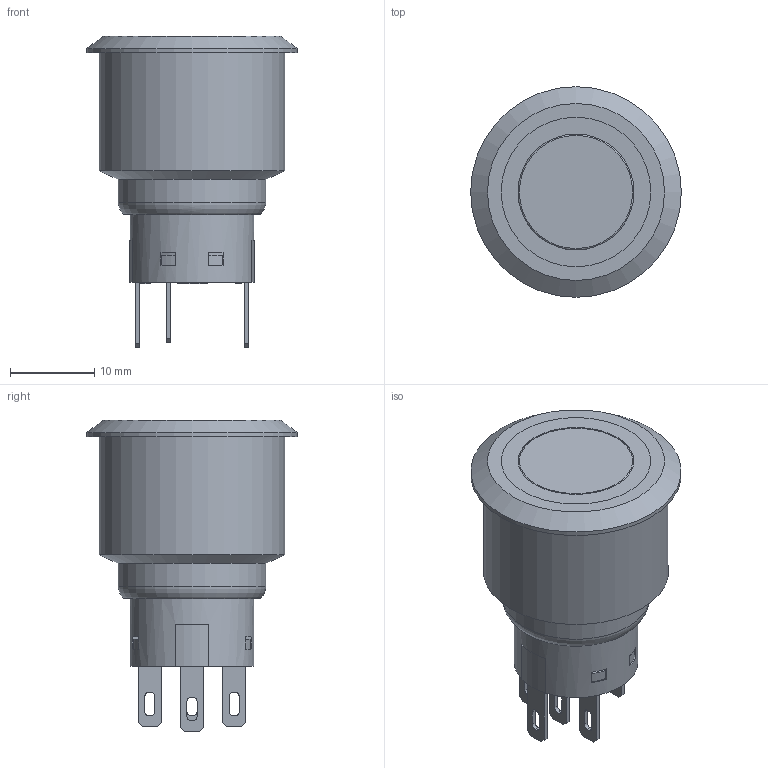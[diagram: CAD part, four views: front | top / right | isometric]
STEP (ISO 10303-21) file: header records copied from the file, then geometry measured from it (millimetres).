
FILE_DESCRIPTION((''),'2;1');
FILE_NAME('ULV7F23xx3xx.stp','2017-10-18T16:47:28',('mwilliams'),(''),'Autodesk Inventor 2012','Autodesk Inventor 2012','');
FILE_SCHEMA(('AUTOMOTIVE_DESIGN { 1 0 10303 214 1 1 1 1 }'));
Length unit declared in the file: millimetre
Products named in the file (1): ULV7F23xx3xx
Bounding box: 25 x 25 x 37 mm (x, y, z)
Volume: 8403.4 mm3; surface area: 3671.7 mm2
Topology: 1 solids, 1 shells, 245 faces, 682 edges, 448 vertices
Faces by surface type: plane 161, bspline 46, cylinder 34, torus 2, cone 2
Full cylindrical faces by diameter (mm): 13.3 x1, 13.75 x1, 14.7 x1, 17.5 x1, 22 x1, 25 x1
Entity records: 8071 total; most frequent: CARTESIAN_POINT 1960, ORIENTED_EDGE 1340, DIRECTION 1096, EDGE_CURVE 670, VECTOR 460, LINE 460, VERTEX_POINT 446, AXIS2_PLACEMENT_3D 318
